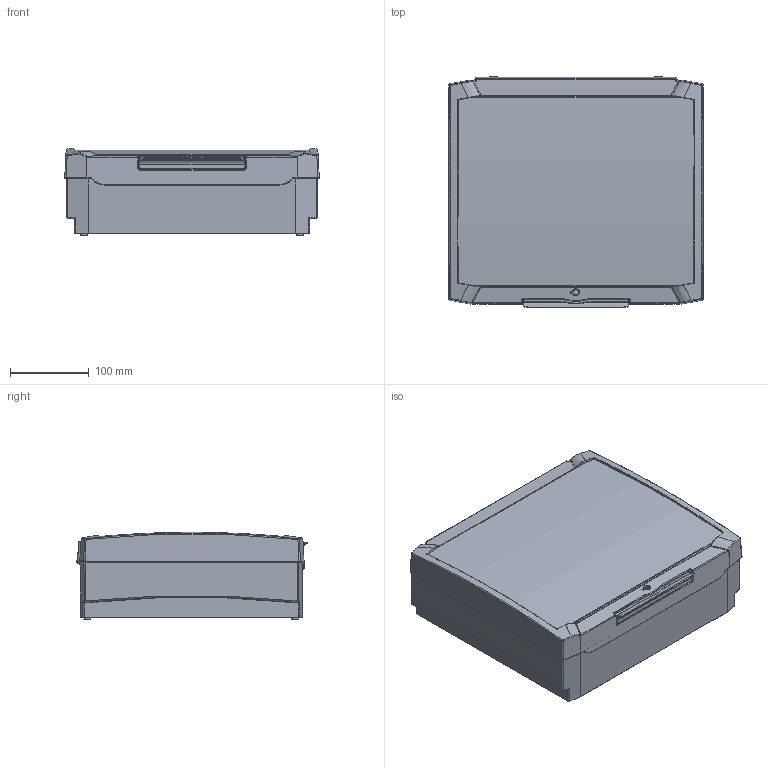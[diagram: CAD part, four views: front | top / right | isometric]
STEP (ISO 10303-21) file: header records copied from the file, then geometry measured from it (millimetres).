
FILE_DESCRIPTION(/* description */ (''),/* implementation_level */ '2;1');
FILE_NAME(/* name */ '2604180_3D.stp',/* time_stamp */ '2018-07-11T16:09:24+02:00',/* author */ ('haertel'),/* organization */ (''),/* preprocessor_version */ 'ST-DEVELOPER v16.13',/* originating_system */ 'Autodesk Inventor 2018',/* authorisation */ '');
FILE_SCHEMA (('AUTOMOTIVE_DESIGN { 1 0 10303 214 3 1 1 }'));
Length unit declared in the file: millimetre
Products named in the file (9): 2604180_3D; 1011387_3D; PART11; PART1; PART13; 1009521_3Dsym; 1009535_3Dsym; 1009623_3Dsym; 1009635_3Dsym
Assembly tree (8 placements, depth 2):
  2604180_3D
    1011387_3D
    PART11
    PART1
    PART13
    1009521_3Dsym
    1009535_3Dsym
    1009623_3Dsym
    1009635_3Dsym
Bounding box: 324 x 295.04 x 111.23 mm (x, y, z)
Volume: 1546257.7 mm3; surface area: 1020315.7 mm2
Topology: 8 solids, 8 shells, 3443 faces, 9048 edges, 5641 vertices
Faces by surface type: plane 1703, cylinder 729, bspline 515, cone 310, sphere 159, torus 27
Full cylindrical faces by diameter (mm): 2 x2, 2.15 x8, 2.3 x2, 3.2 x4, 5.2 x4
Entity records: 145143 total; most frequent: CARTESIAN_POINT 62417, ORIENTED_EDGE 17450, DIRECTION 16766, EDGE_CURVE 8725, AXIS2_PLACEMENT_3D 5910, VERTEX_POINT 5600, LINE 4946, VECTOR 4946
